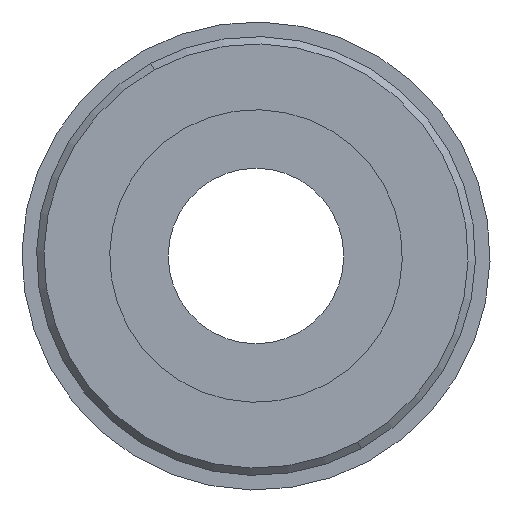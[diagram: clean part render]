
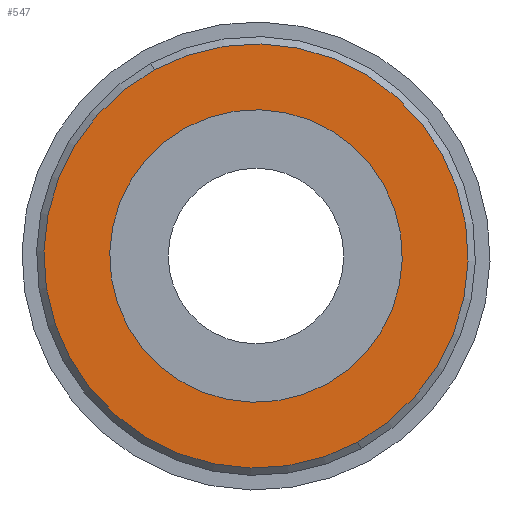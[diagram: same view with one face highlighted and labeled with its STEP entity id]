
A CAD part, left-side view. The second image highlights one B-rep face of the part: STEP entity #547.
In plain terms, the highlighted planar face has unit normal (-1, 0, 0).
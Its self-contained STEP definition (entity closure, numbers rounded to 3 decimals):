
#174=CARTESIAN_POINT('Vertex',(-46.,4.794,8.776)) ;
#177=CARTESIAN_POINT('Axis2P3D Location',(-46.,0.,0.)) ;
#181=CARTESIAN_POINT('Vertex',(-46.,-4.794,-8.776)) ;
#196=CARTESIAN_POINT('Axis2P3D Location',(-46.,0.,0.)) ;
#520=CARTESIAN_POINT('Axis2P3D Location',(-46.,0.,15.)) ;
#525=CARTESIAN_POINT('Axis2P3D Location',(-46.,0.,0.)) ;
#529=CARTESIAN_POINT('Vertex',(-46.,-6.952,-12.725)) ;
#531=CARTESIAN_POINT('Vertex',(-46.,6.952,12.725)) ;
#534=CARTESIAN_POINT('Axis2P3D Location',(-46.,0.,0.)) ;
#178=DIRECTION('Axis2P3D Direction',(-1.,0.,0.)) ;
#197=DIRECTION('Axis2P3D Direction',(-1.,0.,0.)) ;
#521=DIRECTION('Axis2P3D Direction',(-1.,0.,0.)) ;
#522=DIRECTION('Axis2P3D XDirection',(0.,1.,0.)) ;
#526=DIRECTION('Axis2P3D Direction',(-1.,0.,0.)) ;
#535=DIRECTION('Axis2P3D Direction',(-1.,0.,0.)) ;
#179=AXIS2_PLACEMENT_3D('Circle Axis2P3D',#177,#178,$) ;
#198=AXIS2_PLACEMENT_3D('Circle Axis2P3D',#196,#197,$) ;
#523=AXIS2_PLACEMENT_3D('Plane Axis2P3D',#520,#521,#522) ;
#527=AXIS2_PLACEMENT_3D('Circle Axis2P3D',#525,#526,$) ;
#536=AXIS2_PLACEMENT_3D('Circle Axis2P3D',#534,#535,$) ;
#540=ORIENTED_EDGE('',*,*,#533,.T.) ;
#541=ORIENTED_EDGE('',*,*,#538,.T.) ;
#544=ORIENTED_EDGE('',*,*,#183,.F.) ;
#545=ORIENTED_EDGE('',*,*,#200,.F.) ;
#546=FACE_BOUND('',#543,.T.) ;
#547=ADVANCED_FACE('Corps principal',(#542,#546),#524,.T.) ;
#180=CIRCLE('generated circle',#179,10.) ;
#199=CIRCLE('generated circle',#198,10.) ;
#528=CIRCLE('generated circle',#527,14.5) ;
#537=CIRCLE('generated circle',#536,14.5) ;
#183=EDGE_CURVE('',#175,#182,#180,.T.) ;
#200=EDGE_CURVE('',#182,#175,#199,.T.) ;
#533=EDGE_CURVE('',#530,#532,#528,.T.) ;
#538=EDGE_CURVE('',#532,#530,#537,.T.) ;
#539=EDGE_LOOP('',(#540,#541)) ;
#543=EDGE_LOOP('',(#544,#545)) ;
#542=FACE_OUTER_BOUND('',#539,.T.) ;
#524=PLANE('Plane',#523) ;
#175=VERTEX_POINT('',#174) ;
#182=VERTEX_POINT('',#181) ;
#530=VERTEX_POINT('',#529) ;
#532=VERTEX_POINT('',#531) ;
